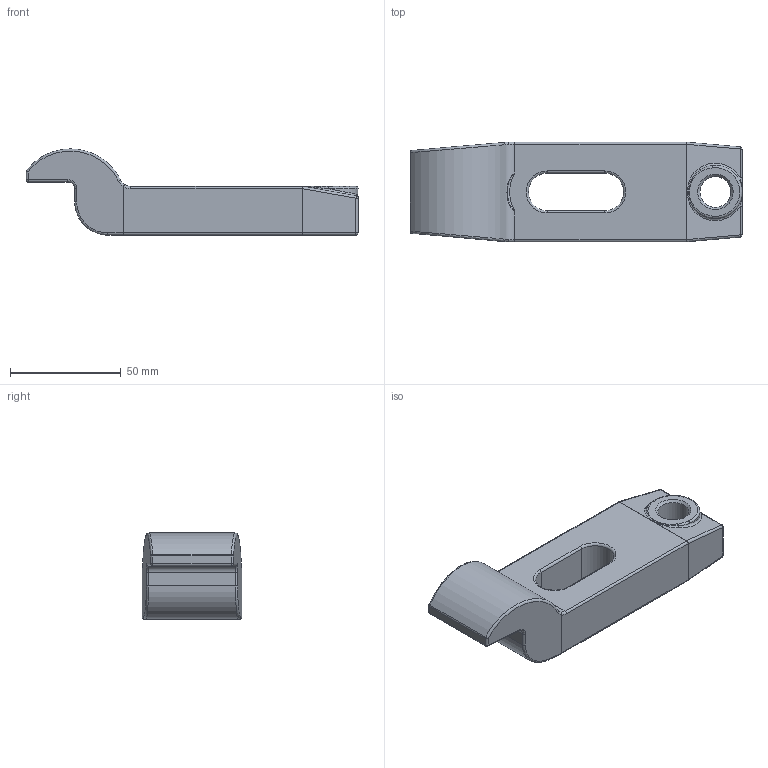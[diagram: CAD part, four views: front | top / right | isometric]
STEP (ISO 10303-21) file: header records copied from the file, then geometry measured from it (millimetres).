
FILE_DESCRIPTION( ( 'Unknown' ), '1' );
FILE_NAME( 'CP27-16150.stp', 'Unknown', ( 'Unknown' ), ( 'Unknown' ), 'XStep 1.0', 'Unknown', ' ' );
FILE_SCHEMA( ( 'CONFIG_CONTROL_DESIGN' ) );
Length unit declared in the file: millimetre
Products named in the file (1): 1
Bounding box: 150 x 45 x 39 mm (x, y, z)
Volume: 124976.3 mm3; surface area: 22849.5 mm2
Topology: 1 solids, 1 shells, 107 faces, 242 edges, 121 vertices
Faces by surface type: cylinder 42, bspline 21, sphere 18, plane 16, torus 8, cone 2
Full cylindrical faces by diameter (mm): 14 x1
Entity records: 5846 total; most frequent: CARTESIAN_POINT 3570, DIRECTION 503, ORIENTED_EDGE 446, EDGE_CURVE 223, AXIS2_PLACEMENT_3D 212, VERTEX_POINT 121, EDGE_LOOP 114, FACE_OUTER_BOUND 108
